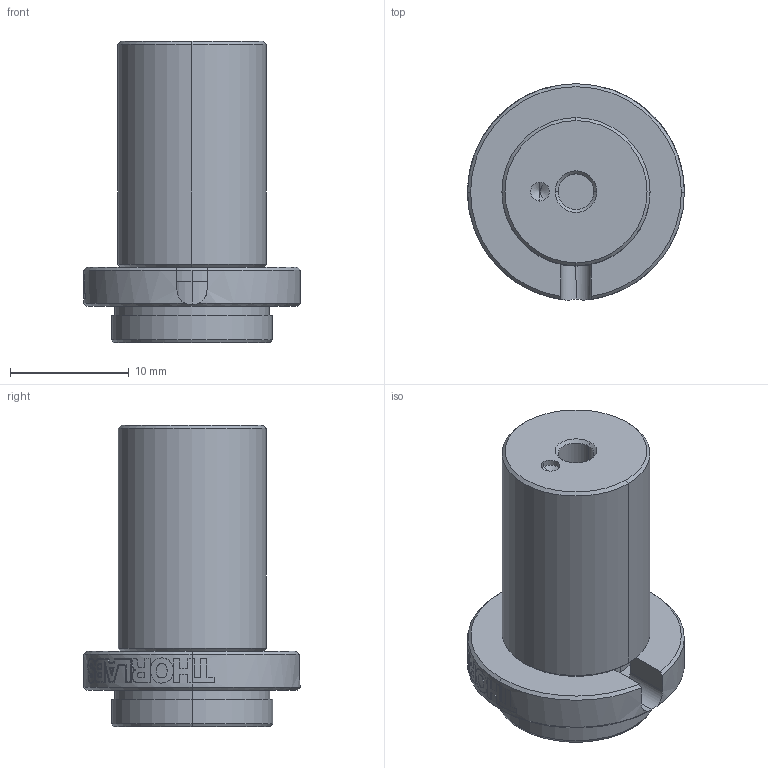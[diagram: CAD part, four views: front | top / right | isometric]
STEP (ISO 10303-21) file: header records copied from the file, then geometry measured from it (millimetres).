
FILE_DESCRIPTION (( 'STEP AP214' ), '1' );
FILE_NAME ('TTN215763-E0W.STEP', '2022-04-27T15:54:13', ( '' ), ( '' ), 'SwSTEP 2.0', 'SolidWorks 2018', '' );
FILE_SCHEMA (( 'AUTOMOTIVE_DESIGN' ));
Length unit declared in the file: inch
Products named in the file (1): TTN215763-E0W
Bounding box: 18.29 x 18.27 x 25.4 mm (x, y, z)
Volume: 3103.1 mm3; surface area: 4381.7 mm2
Topology: 5 solids, 5 shells, 650 faces, 1513 edges, 898 vertices
Faces by surface type: torus 200, cylinder 160, plane 136, bspline 119, cone 35
Entity records: 34253 total; most frequent: CARTESIAN_POINT 11537, ORIENTED_EDGE 3018, DIRECTION 2919, EDGE_CURVE 1509, AXIS2_PLACEMENT_3D 1288, VERTEX_POINT 898, CIRCLE 756, EDGE_LOOP 689
